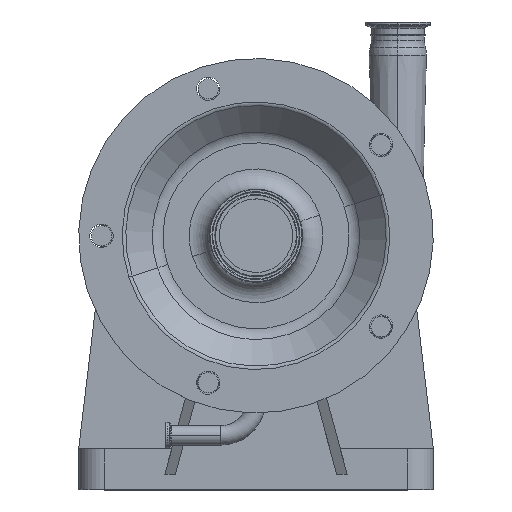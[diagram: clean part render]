
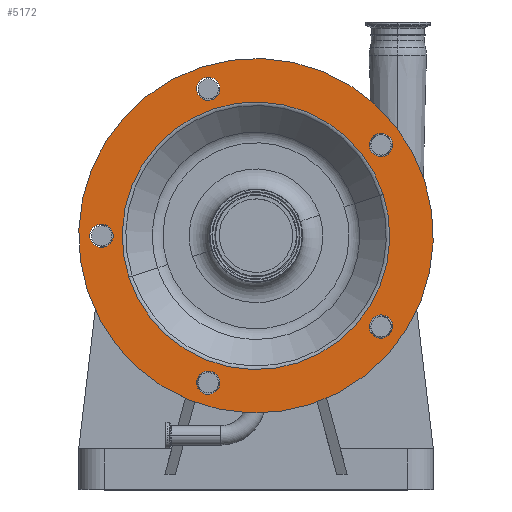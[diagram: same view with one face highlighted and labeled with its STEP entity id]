
A CAD part, top view. The second image highlights one B-rep face of the part: STEP entity #5172.
In plain terms, the highlighted planar face has unit normal (0, 0, 1).
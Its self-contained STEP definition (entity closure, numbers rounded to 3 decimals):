
#114 = EDGE_CURVE ( 'NONE', #8653, #2355, #3540, .T. ) ;
#115 = DIRECTION ( 'NONE',  ( 0.951, 0.309, 0. ) ) ;
#119 = VERTEX_POINT ( 'NONE', #8258 ) ;
#246 = VERTEX_POINT ( 'NONE', #5173 ) ;
#351 = AXIS2_PLACEMENT_3D ( 'NONE', #2039, #9036, #2326 ) ;
#639 = CIRCLE ( 'NONE', #8349, 175. ) ;
#795 = ORIENTED_EDGE ( 'NONE', *, *, #1112, .F. ) ;
#842 = AXIS2_PLACEMENT_3D ( 'NONE', #5221, #8749, #1682 ) ;
#1112 = EDGE_CURVE ( 'NONE', #119, #1314, #8816, .T. ) ;
#1243 = FACE_BOUND ( 'NONE', #1808, .T. ) ;
#1314 = VERTEX_POINT ( 'NONE', #10131 ) ;
#1322 = AXIS2_PLACEMENT_3D ( 'NONE', #6912, #4506, #9103 ) ;
#1407 = EDGE_CURVE ( 'NONE', #246, #7854, #639, .T. ) ;
#1492 = EDGE_CURVE ( 'NONE', #12146, #9874, #10514, .T. ) ;
#1557 = CARTESIAN_POINT ( 'NONE',  ( 123.375, -89.637, 289.5 ) ) ;
#1610 = DIRECTION ( 'NONE',  ( 0., 0., -1. ) ) ;
#1682 = DIRECTION ( 'NONE',  ( 0.951, 0.309, 0. ) ) ;
#1708 = DIRECTION ( 'NONE',  ( 0., 0., 1. ) ) ;
#1768 = VERTEX_POINT ( 'NONE', #10630 ) ;
#1808 = EDGE_LOOP ( 'NONE', ( #14030, #8368 ) ) ;
#1947 = CARTESIAN_POINT ( 'NONE',  ( 125.607, 40.812, 289.5 ) ) ;
#2025 = CARTESIAN_POINT ( 'NONE',  ( 112.438, -93.191, 289.5 ) ) ;
#2039 = CARTESIAN_POINT ( 'NONE',  ( -152.5, 0., 289.5 ) ) ;
#2236 = ORIENTED_EDGE ( 'NONE', *, *, #9332, .F. ) ;
#2326 = DIRECTION ( 'NONE',  ( 0.951, 0.309, 0. ) ) ;
#2355 = VERTEX_POINT ( 'NONE', #2025 ) ;
#2455 = CARTESIAN_POINT ( 'NONE',  ( -54.078, 166.435, 289.5 ) ) ;
#2569 = VERTEX_POINT ( 'NONE', #10668 ) ;
#2616 = EDGE_CURVE ( 'NONE', #2569, #1768, #13678, .T. ) ;
#2703 = AXIS2_PLACEMENT_3D ( 'NONE', #2455, #7264, #7045 ) ;
#2758 = CARTESIAN_POINT ( 'NONE',  ( -47.125, -145.036, 289.5 ) ) ;
#2980 = CARTESIAN_POINT ( 'NONE',  ( 112.438, 86.084, 289.5 ) ) ;
#2997 = DIRECTION ( 'NONE',  ( -0.951, -0.309, 0. ) ) ;
#3045 = DIRECTION ( 'NONE',  ( 0.951, 0.309, 0. ) ) ;
#3468 = VERTEX_POINT ( 'NONE', #10713 ) ;
#3540 = CIRCLE ( 'NONE', #8830, 11.5 ) ;
#4120 = CARTESIAN_POINT ( 'NONE',  ( 134.312, -86.084, 289.5 ) ) ;
#4266 = AXIS2_PLACEMENT_3D ( 'NONE', #7256, #10800, #5913 ) ;
#4394 = ORIENTED_EDGE ( 'NONE', *, *, #5669, .F. ) ;
#4506 = DIRECTION ( 'NONE',  ( 0., 0., 1. ) ) ;
#4628 = ORIENTED_EDGE ( 'NONE', *, *, #6171, .F. ) ;
#4873 = DIRECTION ( 'NONE',  ( -0.951, -0.309, 0. ) ) ;
#5002 = CARTESIAN_POINT ( 'NONE',  ( -163.437, -3.554, 289.5 ) ) ;
#5073 = CARTESIAN_POINT ( 'NONE',  ( -125.607, -40.812, 289.5 ) ) ;
#5172 = ADVANCED_FACE ( 'NONE', ( #8400, #9302, #8325, #12991, #1243, #6003, #13894 ), #8173, .F. ) ;
#5173 = CARTESIAN_POINT ( 'NONE',  ( 166.435, 54.078, 289.5 ) ) ;
#5221 = CARTESIAN_POINT ( 'NONE',  ( 123.375, 89.637, 289.5 ) ) ;
#5329 = CARTESIAN_POINT ( 'NONE',  ( 0., 0., 289.5 ) ) ;
#5368 = DIRECTION ( 'NONE',  ( 0.951, 0.309, 0. ) ) ;
#5385 = DIRECTION ( 'NONE',  ( 0.951, 0.309, 0. ) ) ;
#5409 = AXIS2_PLACEMENT_3D ( 'NONE', #10886, #11935, #4873 ) ;
#5669 = EDGE_CURVE ( 'NONE', #8284, #3468, #10163, .T. ) ;
#5749 = EDGE_CURVE ( 'NONE', #10021, #12261, #12078, .T. ) ;
#5770 = ORIENTED_EDGE ( 'NONE', *, *, #2616, .F. ) ;
#5838 = EDGE_LOOP ( 'NONE', ( #13392, #2236 ) ) ;
#5913 = DIRECTION ( 'NONE',  ( -0.951, -0.309, 0. ) ) ;
#5997 = ORIENTED_EDGE ( 'NONE', *, *, #13445, .F. ) ;
#6003 = FACE_OUTER_BOUND ( 'NONE', #9558, .T. ) ;
#6098 = CIRCLE ( 'NONE', #9934, 175. ) ;
#6150 = DIRECTION ( 'NONE',  ( 0., 0., 1. ) ) ;
#6171 = EDGE_CURVE ( 'NONE', #7854, #246, #6098, .T. ) ;
#6566 = AXIS2_PLACEMENT_3D ( 'NONE', #8837, #12380, #14641 ) ;
#6626 = CIRCLE ( 'NONE', #842, 11.5 ) ;
#6681 = ORIENTED_EDGE ( 'NONE', *, *, #11081, .F. ) ;
#6912 = CARTESIAN_POINT ( 'NONE',  ( -47.125, 145.036, 289.5 ) ) ;
#7045 = DIRECTION ( 'NONE',  ( -0.951, -0.309, 0. ) ) ;
#7256 = CARTESIAN_POINT ( 'NONE',  ( 0., 0., 289.5 ) ) ;
#7264 = DIRECTION ( 'NONE',  ( 0., 0., -1. ) ) ;
#7807 = CIRCLE ( 'NONE', #9013, 11.5 ) ;
#7854 = VERTEX_POINT ( 'NONE', #10943 ) ;
#8173 = PLANE ( 'NONE',  #2703 ) ;
#8258 = CARTESIAN_POINT ( 'NONE',  ( -58.062, -148.59, 289.5 ) ) ;
#8284 = VERTEX_POINT ( 'NONE', #2980 ) ;
#8325 = FACE_BOUND ( 'NONE', #5838, .T. ) ;
#8349 = AXIS2_PLACEMENT_3D ( 'NONE', #10496, #1610, #9661 ) ;
#8368 = ORIENTED_EDGE ( 'NONE', *, *, #8889, .T. ) ;
#8400 = FACE_BOUND ( 'NONE', #9945, .T. ) ;
#8653 = VERTEX_POINT ( 'NONE', #4120 ) ;
#8749 = DIRECTION ( 'NONE',  ( 0., 0., 1. ) ) ;
#8816 = CIRCLE ( 'NONE', #12218, 11.5 ) ;
#8830 = AXIS2_PLACEMENT_3D ( 'NONE', #1557, #9316, #115 ) ;
#8837 = CARTESIAN_POINT ( 'NONE',  ( -152.5, 0., 289.5 ) ) ;
#8889 = EDGE_CURVE ( 'NONE', #9874, #12146, #14773, .T. ) ;
#8912 = CARTESIAN_POINT ( 'NONE',  ( -47.125, 145.036, 289.5 ) ) ;
#8961 = AXIS2_PLACEMENT_3D ( 'NONE', #10122, #14712, #5385 ) ;
#9013 = AXIS2_PLACEMENT_3D ( 'NONE', #13197, #9879, #5368 ) ;
#9036 = DIRECTION ( 'NONE',  ( 0., 0., 1. ) ) ;
#9103 = DIRECTION ( 'NONE',  ( 0.951, 0.309, 0. ) ) ;
#9302 = FACE_BOUND ( 'NONE', #12584, .T. ) ;
#9316 = DIRECTION ( 'NONE',  ( 0., 0., 1. ) ) ;
#9332 = EDGE_CURVE ( 'NONE', #2355, #8653, #7807, .T. ) ;
#9353 = EDGE_CURVE ( 'NONE', #3468, #8284, #6626, .T. ) ;
#9379 = CIRCLE ( 'NONE', #10579, 11.5 ) ;
#9558 = EDGE_LOOP ( 'NONE', ( #4628, #14578 ) ) ;
#9583 = EDGE_CURVE ( 'NONE', #12261, #10021, #13834, .T. ) ;
#9661 = DIRECTION ( 'NONE',  ( -0.951, -0.309, 0. ) ) ;
#9690 = DIRECTION ( 'NONE',  ( 0., 0., -1. ) ) ;
#9757 = DIRECTION ( 'NONE',  ( 0.951, 0.309, 0. ) ) ;
#9874 = VERTEX_POINT ( 'NONE', #1947 ) ;
#9879 = DIRECTION ( 'NONE',  ( 0., 0., 1. ) ) ;
#9934 = AXIS2_PLACEMENT_3D ( 'NONE', #5329, #9690, #2997 ) ;
#9945 = EDGE_LOOP ( 'NONE', ( #11160, #13035 ) ) ;
#10021 = VERTEX_POINT ( 'NONE', #5002 ) ;
#10122 = CARTESIAN_POINT ( 'NONE',  ( 123.375, 89.637, 289.5 ) ) ;
#10131 = CARTESIAN_POINT ( 'NONE',  ( -36.188, -141.482, 289.5 ) ) ;
#10163 = CIRCLE ( 'NONE', #8961, 11.5 ) ;
#10496 = CARTESIAN_POINT ( 'NONE',  ( 0., 0., 289.5 ) ) ;
#10514 = CIRCLE ( 'NONE', #4266, 132.071 ) ;
#10579 = AXIS2_PLACEMENT_3D ( 'NONE', #13355, #14254, #3045 ) ;
#10630 = CARTESIAN_POINT ( 'NONE',  ( -36.188, 148.59, 289.5 ) ) ;
#10668 = CARTESIAN_POINT ( 'NONE',  ( -58.062, 141.482, 289.5 ) ) ;
#10713 = CARTESIAN_POINT ( 'NONE',  ( 134.312, 93.191, 289.5 ) ) ;
#10800 = DIRECTION ( 'NONE',  ( 0., 0., -1. ) ) ;
#10886 = CARTESIAN_POINT ( 'NONE',  ( 0., 0., 289.5 ) ) ;
#10943 = CARTESIAN_POINT ( 'NONE',  ( -166.435, -54.078, 289.5 ) ) ;
#11081 = EDGE_CURVE ( 'NONE', #1768, #2569, #14305, .T. ) ;
#11160 = ORIENTED_EDGE ( 'NONE', *, *, #9583, .F. ) ;
#11746 = EDGE_LOOP ( 'NONE', ( #13966, #4394 ) ) ;
#11935 = DIRECTION ( 'NONE',  ( 0., 0., -1. ) ) ;
#12078 = CIRCLE ( 'NONE', #6566, 11.5 ) ;
#12146 = VERTEX_POINT ( 'NONE', #5073 ) ;
#12218 = AXIS2_PLACEMENT_3D ( 'NONE', #2758, #1708, #9757 ) ;
#12261 = VERTEX_POINT ( 'NONE', #13639 ) ;
#12380 = DIRECTION ( 'NONE',  ( 0., 0., 1. ) ) ;
#12584 = EDGE_LOOP ( 'NONE', ( #5997, #795 ) ) ;
#12991 = FACE_BOUND ( 'NONE', #11746, .T. ) ;
#13035 = ORIENTED_EDGE ( 'NONE', *, *, #5749, .F. ) ;
#13188 = EDGE_LOOP ( 'NONE', ( #6681, #5770 ) ) ;
#13197 = CARTESIAN_POINT ( 'NONE',  ( 123.375, -89.637, 289.5 ) ) ;
#13355 = CARTESIAN_POINT ( 'NONE',  ( -47.125, -145.036, 289.5 ) ) ;
#13392 = ORIENTED_EDGE ( 'NONE', *, *, #114, .F. ) ;
#13445 = EDGE_CURVE ( 'NONE', #1314, #119, #9379, .T. ) ;
#13497 = DIRECTION ( 'NONE',  ( 0.951, 0.309, 0. ) ) ;
#13639 = CARTESIAN_POINT ( 'NONE',  ( -141.563, 3.554, 289.5 ) ) ;
#13678 = CIRCLE ( 'NONE', #14143, 11.5 ) ;
#13834 = CIRCLE ( 'NONE', #351, 11.5 ) ;
#13894 = FACE_BOUND ( 'NONE', #13188, .T. ) ;
#13966 = ORIENTED_EDGE ( 'NONE', *, *, #9353, .F. ) ;
#14030 = ORIENTED_EDGE ( 'NONE', *, *, #1492, .T. ) ;
#14143 = AXIS2_PLACEMENT_3D ( 'NONE', #8912, #6150, #13497 ) ;
#14254 = DIRECTION ( 'NONE',  ( 0., 0., 1. ) ) ;
#14305 = CIRCLE ( 'NONE', #1322, 11.5 ) ;
#14578 = ORIENTED_EDGE ( 'NONE', *, *, #1407, .F. ) ;
#14641 = DIRECTION ( 'NONE',  ( 0.951, 0.309, 0. ) ) ;
#14712 = DIRECTION ( 'NONE',  ( 0., 0., 1. ) ) ;
#14773 = CIRCLE ( 'NONE', #5409, 132.071 ) ;
